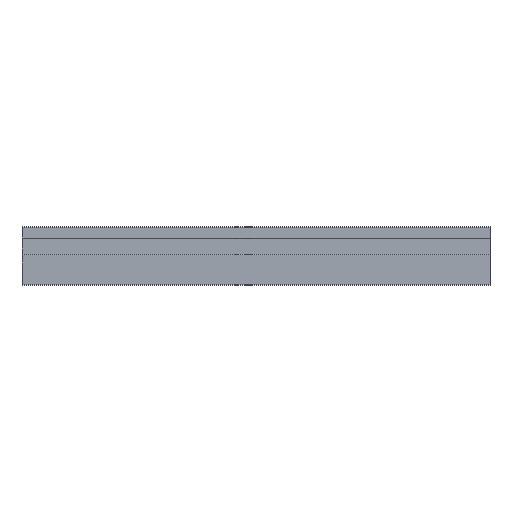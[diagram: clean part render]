
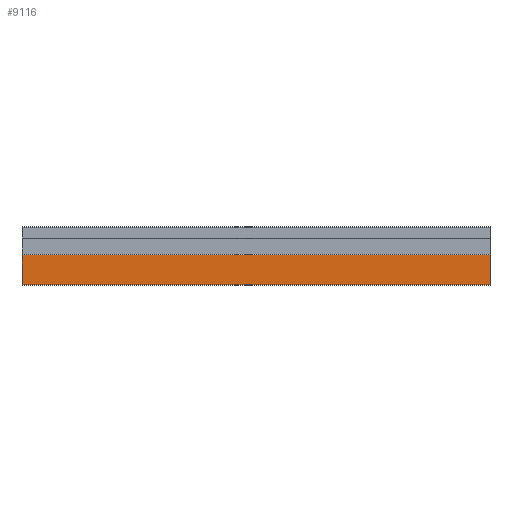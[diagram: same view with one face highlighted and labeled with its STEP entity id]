
A CAD part, top view. The second image highlights one B-rep face of the part: STEP entity #9116.
In plain terms, the highlighted planar face has unit normal (0, 0, 1).
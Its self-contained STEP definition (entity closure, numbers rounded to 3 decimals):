
#283 = VERTEX_POINT ( 'NONE', #6843 ) ;
#326 = ORIENTED_EDGE ( 'NONE', *, *, #8741, .T. ) ;
#456 = LINE ( 'NONE', #9641, #4699 ) ;
#892 = CARTESIAN_POINT ( 'NONE',  ( 0., -14.4, 20. ) ) ;
#1004 = CARTESIAN_POINT ( 'NONE',  ( 0., -14.4, 20. ) ) ;
#1929 = DIRECTION ( 'NONE',  ( 0., 1., 0. ) ) ;
#2086 = CARTESIAN_POINT ( 'NONE',  ( 240., -29.7, 20. ) ) ;
#2585 = CARTESIAN_POINT ( 'NONE',  ( 240., 0., 20. ) ) ;
#2758 = DIRECTION ( 'NONE',  ( 1., 0., 0. ) ) ;
#3047 = CARTESIAN_POINT ( 'NONE',  ( 0., 0., 20. ) ) ;
#3086 = LINE ( 'NONE', #6195, #3427 ) ;
#3149 = LINE ( 'NONE', #892, #9521 ) ;
#3427 = VECTOR ( 'NONE', #4687, 1000. ) ;
#3789 = DIRECTION ( 'NONE',  ( 1., 0., 0. ) ) ;
#4209 = VERTEX_POINT ( 'NONE', #5704 ) ;
#4641 = FACE_OUTER_BOUND ( 'NONE', #9135, .T. ) ;
#4687 = DIRECTION ( 'NONE',  ( 0., -1., 0. ) ) ;
#4699 = VECTOR ( 'NONE', #2758, 1000. ) ;
#4897 = LINE ( 'NONE', #2585, #6779 ) ;
#5162 = EDGE_CURVE ( 'NONE', #283, #8921, #456, .T. ) ;
#5177 = EDGE_CURVE ( 'NONE', #4209, #7934, #3149, .T. ) ;
#5345 = DIRECTION ( 'NONE',  ( 0., 0., 1. ) ) ;
#5704 = CARTESIAN_POINT ( 'NONE',  ( 240., -14.4, 20. ) ) ;
#6195 = CARTESIAN_POINT ( 'NONE',  ( 0., 0., 20. ) ) ;
#6248 = ORIENTED_EDGE ( 'NONE', *, *, #5177, .T. ) ;
#6779 = VECTOR ( 'NONE', #1929, 1000. ) ;
#6843 = CARTESIAN_POINT ( 'NONE',  ( 0., -29.7, 20. ) ) ;
#6906 = PLANE ( 'NONE',  #9691 ) ;
#7551 = ORIENTED_EDGE ( 'NONE', *, *, #8438, .T. ) ;
#7729 = ORIENTED_EDGE ( 'NONE', *, *, #5162, .T. ) ;
#7934 = VERTEX_POINT ( 'NONE', #1004 ) ;
#8438 = EDGE_CURVE ( 'NONE', #8921, #4209, #4897, .T. ) ;
#8579 = DIRECTION ( 'NONE',  ( -1., 0., 0. ) ) ;
#8741 = EDGE_CURVE ( 'NONE', #7934, #283, #3086, .T. ) ;
#8921 = VERTEX_POINT ( 'NONE', #2086 ) ;
#9116 = ADVANCED_FACE ( 'NONE', ( #4641 ), #6906, .T. ) ;
#9135 = EDGE_LOOP ( 'NONE', ( #326, #7729, #7551, #6248 ) ) ;
#9521 = VECTOR ( 'NONE', #8579, 1000. ) ;
#9641 = CARTESIAN_POINT ( 'NONE',  ( 240., -29.7, 20. ) ) ;
#9691 = AXIS2_PLACEMENT_3D ( 'NONE', #3047, #5345, #3789 ) ;
